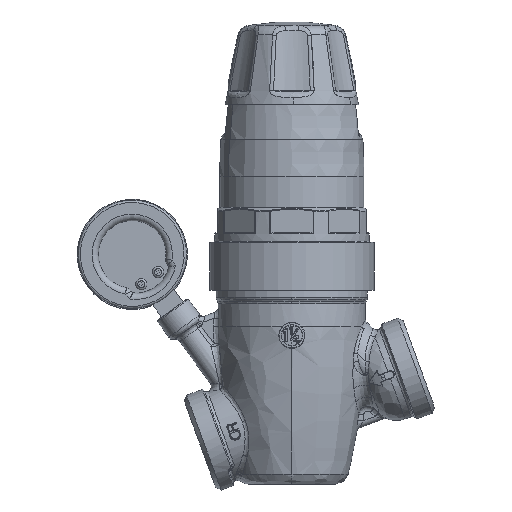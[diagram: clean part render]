
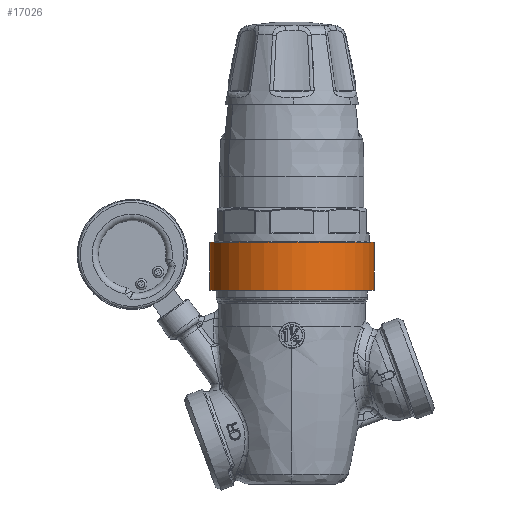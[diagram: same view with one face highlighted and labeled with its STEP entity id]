
A CAD part, left-side view. The second image highlights one B-rep face of the part: STEP entity #17026.
In plain terms, the highlighted cylindrical face has radius 38.862 mm (diameter 77.724 mm), a full revolution.
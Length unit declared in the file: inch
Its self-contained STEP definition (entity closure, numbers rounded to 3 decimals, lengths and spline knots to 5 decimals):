
#2106=FACE_OUTER_BOUND('',#3173,.T.);
#3173=EDGE_LOOP('',(#10581,#10582,#10583,#10584));
#4293=LINE('',#24470,#4899);
#4899=VECTOR('',#19789,1.53);
#5496=CIRCLE('',#18125,1.53);
#5497=CIRCLE('',#18126,1.53);
#6365=VERTEX_POINT('',#24467);
#6366=VERTEX_POINT('',#24469);
#7960=EDGE_CURVE('',#6365,#6365,#5496,.T.);
#7961=EDGE_CURVE('',#6365,#6366,#4293,.T.);
#7962=EDGE_CURVE('',#6366,#6366,#5497,.T.);
#10581=ORIENTED_EDGE('',*,*,#7960,.F.);
#10582=ORIENTED_EDGE('',*,*,#7961,.T.);
#10583=ORIENTED_EDGE('',*,*,#7962,.T.);
#10584=ORIENTED_EDGE('',*,*,#7961,.F.);
#15706=CYLINDRICAL_SURFACE('',#18124,1.53);
#17026=ADVANCED_FACE('',(#2106),#15706,.T.);
#18124=AXIS2_PLACEMENT_3D('',#24466,#19785,#19786);
#18125=AXIS2_PLACEMENT_3D('',#24468,#19787,#19788);
#18126=AXIS2_PLACEMENT_3D('',#24471,#19790,#19791);
#19785=DIRECTION('center_axis',(0.,0.,-1.));
#19786=DIRECTION('ref_axis',(-1.,0.,0.));
#19787=DIRECTION('center_axis',(0.,0.,-1.));
#19788=DIRECTION('ref_axis',(-1.,0.,0.));
#19789=DIRECTION('',(0.,0.,1.));
#19790=DIRECTION('center_axis',(0.,0.,-1.));
#19791=DIRECTION('ref_axis',(-1.,0.,0.));
#24466=CARTESIAN_POINT('Origin',(0.,-0.57142,
0.21654));
#24467=CARTESIAN_POINT('',(1.53,-0.57142,-0.67346));
#24468=CARTESIAN_POINT('Origin',(0.,-0.57142,
-0.67346));
#24469=CARTESIAN_POINT('',(1.53,-0.57142,0.21654));
#24470=CARTESIAN_POINT('',(1.53,-0.57142,0.21654));
#24471=CARTESIAN_POINT('Origin',(0.,-0.57142,
0.21654));
